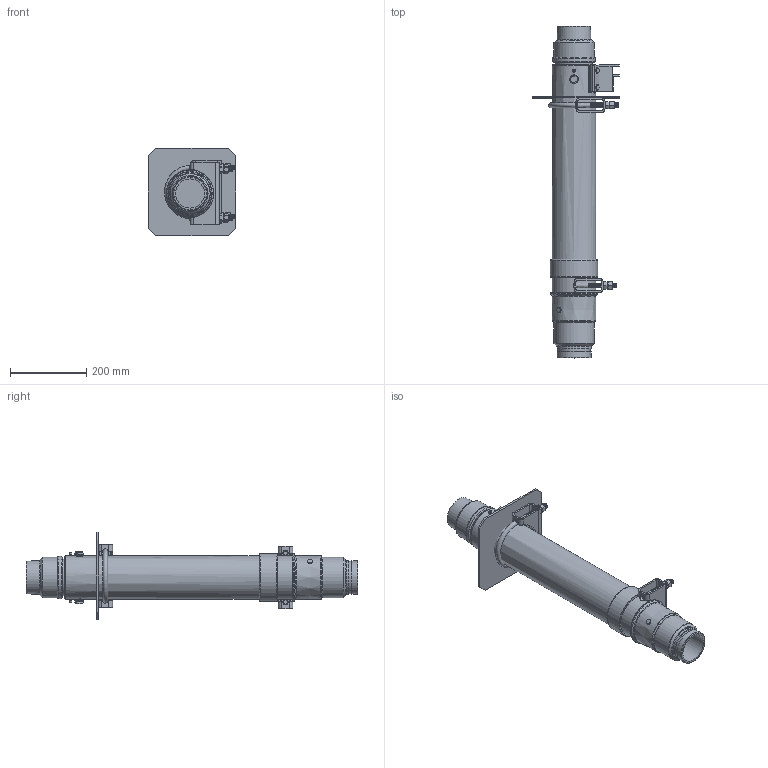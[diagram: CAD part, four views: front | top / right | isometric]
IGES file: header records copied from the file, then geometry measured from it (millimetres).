
Start section: SolidWorks IGES file using analytic representation for surfaces
Global section: file name: 88599011_defeature.IGS; native system: SolidWorks 2021; preprocessor: SolidWorks 2021; author: lpeoples; date: 210812.144538; units: inch
Bounding box: 228.6 x 871.86 x 228.6 mm (x, y, z)
Surface area: 846655.7 mm2 (no closed solid volume)
Topology: 0 solids, 3 shells, 1512 faces, 7500 edges, 6985 vertices
Faces by surface type: revolution 840, bspline 672
